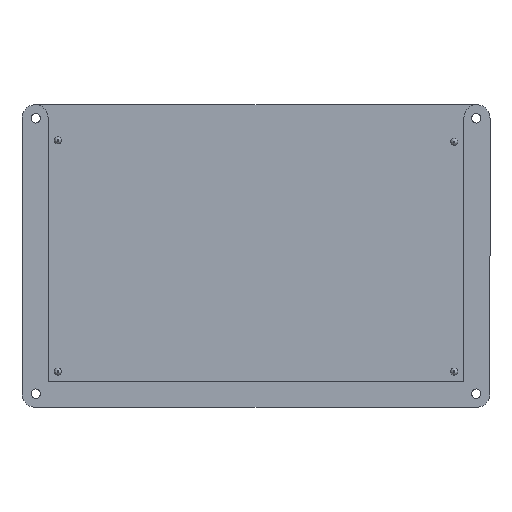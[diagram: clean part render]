
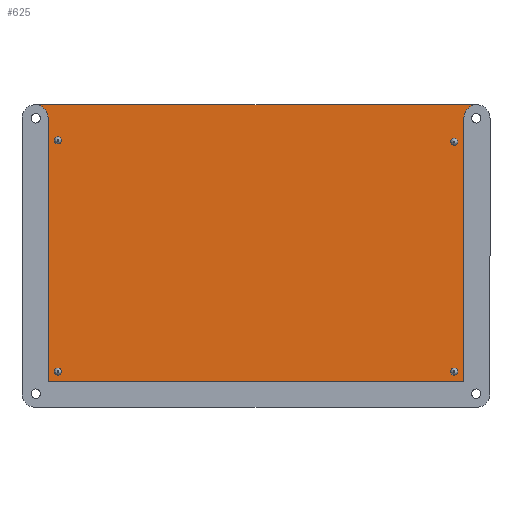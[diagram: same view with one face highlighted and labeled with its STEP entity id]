
A CAD part, top view. The second image highlights one B-rep face of the part: STEP entity #625.
In plain terms, the highlighted planar face has unit normal (0, 0, 1).
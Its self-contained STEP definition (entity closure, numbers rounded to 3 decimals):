
#31=FACE_BOUND('',#130,.T.);
#32=FACE_BOUND('',#131,.T.);
#33=FACE_BOUND('',#132,.T.);
#34=FACE_BOUND('',#133,.T.);
#49=PLANE('',#712);
#81=FACE_OUTER_BOUND('',#129,.T.);
#129=EDGE_LOOP('',(#521,#522,#523,#524,#525,#526));
#130=EDGE_LOOP('',(#527));
#131=EDGE_LOOP('',(#528));
#132=EDGE_LOOP('',(#529));
#133=EDGE_LOOP('',(#530));
#161=LINE('',#986,#201);
#167=LINE('',#999,#207);
#182=LINE('',#1185,#222);
#183=LINE('',#1186,#223);
#201=VECTOR('',#777,10.);
#207=VECTOR('',#789,10.);
#222=VECTOR('',#884,10.);
#223=VECTOR('',#885,10.);
#234=CIRCLE('',#658,5.);
#244=CIRCLE('',#671,5.);
#248=CIRCLE('',#677,1.25);
#252=CIRCLE('',#683,1.25);
#256=CIRCLE('',#689,1.25);
#260=CIRCLE('',#695,1.25);
#279=VERTEX_POINT('',#949);
#280=VERTEX_POINT('',#951);
#295=VERTEX_POINT('',#985);
#298=VERTEX_POINT('',#993);
#299=VERTEX_POINT('',#998);
#302=VERTEX_POINT('',#1034);
#305=VERTEX_POINT('',#1071);
#308=VERTEX_POINT('',#1108);
#311=VERTEX_POINT('',#1145);
#322=VERTEX_POINT('',#1184);
#333=EDGE_CURVE('',#280,#279,#234,.T.);
#350=EDGE_CURVE('',#295,#280,#161,.T.);
#354=EDGE_CURVE('',#295,#298,#244,.F.);
#357=EDGE_CURVE('',#298,#299,#167,.T.);
#363=EDGE_CURVE('',#302,#302,#248,.T.);
#368=EDGE_CURVE('',#305,#305,#252,.T.);
#373=EDGE_CURVE('',#308,#308,#256,.T.);
#378=EDGE_CURVE('',#311,#311,#260,.T.);
#396=EDGE_CURVE('',#322,#279,#182,.T.);
#397=EDGE_CURVE('',#299,#322,#183,.T.);
#521=ORIENTED_EDGE('',*,*,#350,.T.);
#522=ORIENTED_EDGE('',*,*,#333,.T.);
#523=ORIENTED_EDGE('',*,*,#396,.F.);
#524=ORIENTED_EDGE('',*,*,#397,.F.);
#525=ORIENTED_EDGE('',*,*,#357,.F.);
#526=ORIENTED_EDGE('',*,*,#354,.F.);
#527=ORIENTED_EDGE('',*,*,#368,.T.);
#528=ORIENTED_EDGE('',*,*,#373,.T.);
#529=ORIENTED_EDGE('',*,*,#363,.T.);
#530=ORIENTED_EDGE('',*,*,#378,.T.);
#625=ADVANCED_FACE('',(#81,#31,#32,#33,#34),#49,.T.);
#658=AXIS2_PLACEMENT_3D('',#952,#746,#747);
#671=AXIS2_PLACEMENT_3D('',#994,#783,#784);
#677=AXIS2_PLACEMENT_3D('',#1036,#800,#801);
#683=AXIS2_PLACEMENT_3D('',#1073,#813,#814);
#689=AXIS2_PLACEMENT_3D('',#1110,#826,#827);
#695=AXIS2_PLACEMENT_3D('',#1147,#839,#840);
#712=AXIS2_PLACEMENT_3D('',#1183,#882,#883);
#746=DIRECTION('center_axis',(0.,0.,-1.));
#747=DIRECTION('ref_axis',(0.1,0.995,0.));
#777=DIRECTION('',(-1.,0.,0.));
#783=DIRECTION('center_axis',(0.,0.,-1.));
#784=DIRECTION('ref_axis',(-0.1,0.995,0.));
#789=DIRECTION('',(0.,-1.,0.));
#800=DIRECTION('center_axis',(0.,0.,-1.));
#801=DIRECTION('ref_axis',(-1.,0.,0.));
#813=DIRECTION('center_axis',(0.,0.,-1.));
#814=DIRECTION('ref_axis',(-1.,0.,0.));
#826=DIRECTION('center_axis',(0.,0.,-1.));
#827=DIRECTION('ref_axis',(-1.,0.,0.));
#839=DIRECTION('center_axis',(0.,0.,-1.));
#840=DIRECTION('ref_axis',(-1.,0.,0.));
#882=DIRECTION('center_axis',(0.,0.,1.));
#883=DIRECTION('ref_axis',(-1.,0.,0.));
#884=DIRECTION('',(0.,1.,0.));
#885=DIRECTION('',(-1.,0.,0.));
#949=CARTESIAN_POINT('',(-170.,-4.975,3.));
#951=CARTESIAN_POINT('',(-174.5,0.,3.));
#952=CARTESIAN_POINT('Origin',(-175.,-4.975,3.));
#985=CARTESIAN_POINT('',(-14.5,0.,3.));
#986=CARTESIAN_POINT('',(-132.25,0.,3.));
#993=CARTESIAN_POINT('',(-19.,-4.975,3.));
#994=CARTESIAN_POINT('Origin',(-14.,-4.975,3.));
#998=CARTESIAN_POINT('',(-19.,-100.5,3.));
#999=CARTESIAN_POINT('',(-19.,-25.125,3.));
#1034=CARTESIAN_POINT('',(-21.25,-97.,3.));
#1036=CARTESIAN_POINT('Origin',(-22.5,-97.,3.));
#1071=CARTESIAN_POINT('',(-21.25,-13.5,3.));
#1073=CARTESIAN_POINT('Origin',(-22.5,-13.5,3.));
#1108=CARTESIAN_POINT('',(-165.25,-13.,3.));
#1110=CARTESIAN_POINT('Origin',(-166.5,-13.,3.));
#1145=CARTESIAN_POINT('',(-165.25,-97.,3.));
#1147=CARTESIAN_POINT('Origin',(-166.5,-97.,3.));
#1183=CARTESIAN_POINT('Origin',(-94.5,-50.25,3.));
#1184=CARTESIAN_POINT('',(-170.,-100.5,3.));
#1185=CARTESIAN_POINT('',(-170.,-75.375,3.));
#1186=CARTESIAN_POINT('',(-56.75,-100.5,3.));
